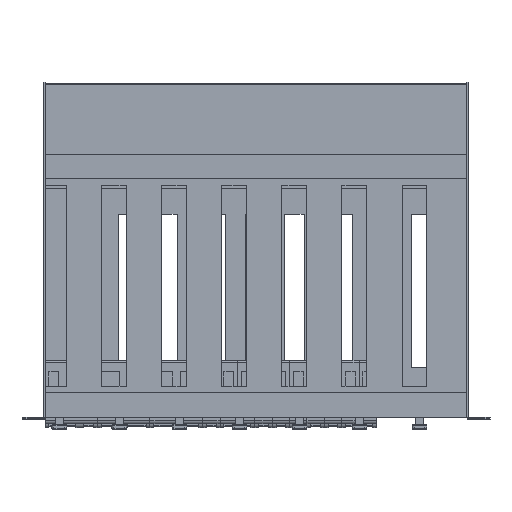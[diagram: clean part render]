
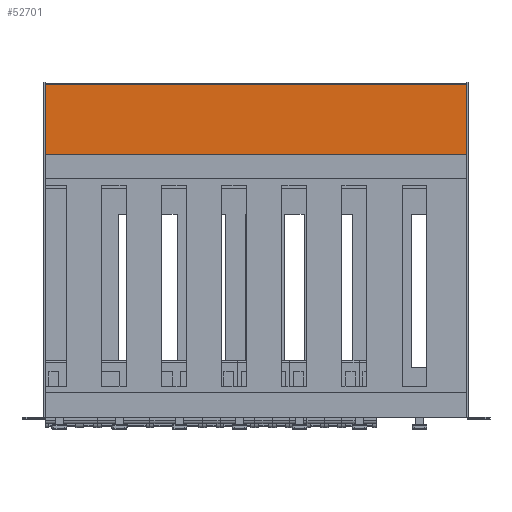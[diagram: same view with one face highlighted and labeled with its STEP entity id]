
A CAD part, top view. The second image highlights one B-rep face of the part: STEP entity #52701.
In plain terms, the highlighted planar face has unit normal (0, 0, 1).
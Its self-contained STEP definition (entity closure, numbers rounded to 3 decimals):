
#2337=PLANE('',#59629);
#4702=FACE_OUTER_BOUND('',#7848,.T.);
#7848=EDGE_LOOP('',(#40805,#40806,#40807,#40808));
#11731=LINE('',#83733,#17296);
#11738=LINE('',#83753,#17303);
#11741=LINE('',#83761,#17306);
#11742=LINE('',#83762,#17307);
#17296=VECTOR('',#67929,1.);
#17303=VECTOR('',#67946,1.);
#17306=VECTOR('',#67953,1.);
#17307=VECTOR('',#67954,1.);
#24955=VERTEX_POINT('',#83730);
#24956=VERTEX_POINT('',#83732);
#24964=VERTEX_POINT('',#83752);
#24967=VERTEX_POINT('',#83760);
#30833=EDGE_CURVE('',#24955,#24956,#11731,.T.);
#30843=EDGE_CURVE('',#24956,#24964,#11738,.T.);
#30847=EDGE_CURVE('',#24955,#24967,#11741,.T.);
#30848=EDGE_CURVE('',#24964,#24967,#11742,.T.);
#40805=ORIENTED_EDGE('',*,*,#30833,.F.);
#40806=ORIENTED_EDGE('',*,*,#30847,.T.);
#40807=ORIENTED_EDGE('',*,*,#30848,.F.);
#40808=ORIENTED_EDGE('',*,*,#30843,.F.);
#52701=ADVANCED_FACE('',(#4702),#2337,.T.);
#59629=AXIS2_PLACEMENT_3D('',#83759,#67951,#67952);
#67929=DIRECTION('',(1.,0.,0.));
#67946=DIRECTION('',(0.,-1.,0.));
#67951=DIRECTION('center_axis',(0.,0.,1.));
#67952=DIRECTION('ref_axis',(1.,0.,0.));
#67953=DIRECTION('',(0.,-1.,0.));
#67954=DIRECTION('',(-1.,0.,0.));
#83730=CARTESIAN_POINT('',(2651.896,317.95,-417.977));
#83732=CARTESIAN_POINT('',(3083.396,317.95,-417.977));
#83733=CARTESIAN_POINT('',(3083.396,317.95,-417.977));
#83752=CARTESIAN_POINT('',(3083.396,243.,-417.977));
#83753=CARTESIAN_POINT('',(3083.396,320.,-417.977));
#83759=CARTESIAN_POINT('Origin',(3083.396,320.,-417.977));
#83760=CARTESIAN_POINT('',(2651.896,243.,-417.977));
#83761=CARTESIAN_POINT('',(2651.896,320.,-417.977));
#83762=CARTESIAN_POINT('',(3083.396,243.,-417.977));
